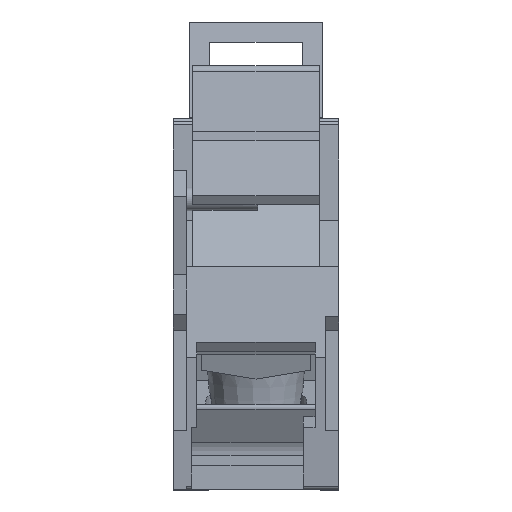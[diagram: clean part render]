
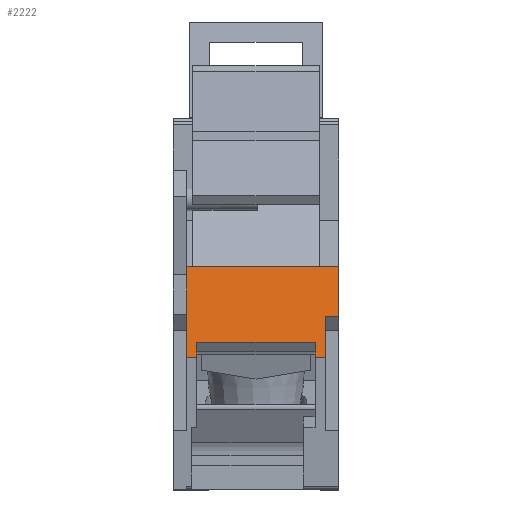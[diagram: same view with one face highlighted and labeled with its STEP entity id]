
A CAD part, top view. The second image highlights one B-rep face of the part: STEP entity #2222.
In plain terms, the highlighted planar face has unit normal (0, 0.155, 0.988).
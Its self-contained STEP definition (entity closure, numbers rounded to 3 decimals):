
#2222 = ADVANCED_FACE( '', ( #6013 ), #6014, .T. );
#2226 = EDGE_CURVE( '', #6020, #5675, #6021, .T. );
#2748 = EDGE_CURVE( '', #6706, #5675, #6845, .T. );
#2832 = EDGE_CURVE( '', #6706, #6733, #6959, .T. );
#3040 = EDGE_CURVE( '', #6733, #7264, #7265, .T. );
#3404 = EDGE_CURVE( '', #7766, #7342, #7767, .T. );
#3484 = EDGE_CURVE( '', #7342, #7874, #7875, .T. );
#4076 = EDGE_CURVE( '', #8604, #8030, #8605, .T. );
#4200 = EDGE_CURVE( '', #7264, #7766, #8753, .T. );
#4236 = EDGE_CURVE( '', #8604, #6263, #8795, .T. );
#4510 = EDGE_CURVE( '', #6263, #6020, #9111, .T. );
#4566 = EDGE_CURVE( '', #7874, #8030, #9175, .T. );
#5675 = VERTEX_POINT( '', #10590 );
#6013 = FACE_OUTER_BOUND( '', #11074, .T. );
#6014 = PLANE( '', #11075 );
#6020 = VERTEX_POINT( '', #11084 );
#6021 = LINE( '', #11085, #11086 );
#6263 = VERTEX_POINT( '', #11433 );
#6706 = VERTEX_POINT( '', #12082 );
#6733 = VERTEX_POINT( '', #12118 );
#6845 = LINE( '', #12275, #12276 );
#6959 = LINE( '', #12454, #12455 );
#7264 = VERTEX_POINT( '', #12912 );
#7265 = LINE( '', #12913, #12914 );
#7342 = VERTEX_POINT( '', #13026 );
#7766 = VERTEX_POINT( '', #13664 );
#7767 = LINE( '', #13665, #13666 );
#7874 = VERTEX_POINT( '', #13833 );
#7875 = LINE( '', #13834, #13835 );
#8030 = VERTEX_POINT( '', #14082 );
#8604 = VERTEX_POINT( '', #14988 );
#8605 = LINE( '', #14989, #14990 );
#8753 = LINE( '', #15223, #15224 );
#8795 = LINE( '', #15290, #15291 );
#9111 = LINE( '', #15820, #15821 );
#9175 = LINE( '', #15926, #15927 );
#10590 = CARTESIAN_POINT( '', ( 4.9, -8.629, 15.161 ) );
#11074 = EDGE_LOOP( '', ( #17796, #17797, #17798, #17799, #17800, #17801, #17802, #17803, #17804, #17805, #17806 ) );
#11075 = AXIS2_PLACEMENT_3D( '', #17807, #17808, #17809 );
#11084 = CARTESIAN_POINT( '', ( 4.9, -11.6, 15.626 ) );
#11085 = CARTESIAN_POINT( '', ( 4.9, -13.986, 16. ) );
#11086 = VECTOR( '', #17811, 1000. );
#11433 = CARTESIAN_POINT( '', ( 4.1, -11.6, 15.626 ) );
#12082 = CARTESIAN_POINT( '', ( -4.1, -8.629, 15.161 ) );
#12118 = CARTESIAN_POINT( '', ( -4.1, -11.6, 15.626 ) );
#12275 = CARTESIAN_POINT( '', ( -4.9, -8.629, 15.161 ) );
#12276 = VECTOR( '', #18736, 1000. );
#12454 = CARTESIAN_POINT( '', ( -4.1, -12.758, 15.808 ) );
#12455 = VECTOR( '', #18860, 1000. );
#12912 = CARTESIAN_POINT( '', ( -4.1, -13.986, 16. ) );
#12913 = CARTESIAN_POINT( '', ( -4.1, -12.758, 15.808 ) );
#12914 = VECTOR( '', #19174, 1000. );
#13026 = CARTESIAN_POINT( '', ( -3.5, -13.103, 15.862 ) );
#13664 = CARTESIAN_POINT( '', ( -3.5, -13.986, 16. ) );
#13665 = CARTESIAN_POINT( '', ( -3.5, -14.618, 16.099 ) );
#13666 = VECTOR( '', #19836, 1000. );
#13833 = CARTESIAN_POINT( '', ( 3.5, -13.103, 15.862 ) );
#13834 = CARTESIAN_POINT( '', ( 4.2, -13.103, 15.862 ) );
#13835 = VECTOR( '', #19937, 1000. );
#14082 = CARTESIAN_POINT( '', ( 3.5, -13.986, 16. ) );
#14988 = CARTESIAN_POINT( '', ( 4.1, -13.986, 16. ) );
#14989 = CARTESIAN_POINT( '', ( 4.9, -13.986, 16. ) );
#14990 = VECTOR( '', #20866, 1000. );
#15223 = CARTESIAN_POINT( '', ( -4.9, -13.986, 16. ) );
#15224 = VECTOR( '', #21094, 1000. );
#15290 = CARTESIAN_POINT( '', ( 4.1, -11.725, 15.646 ) );
#15291 = VECTOR( '', #21147, 1000. );
#15820 = CARTESIAN_POINT( '', ( 4.5, -11.6, 15.626 ) );
#15821 = VECTOR( '', #21509, 1000. );
#15926 = CARTESIAN_POINT( '', ( 3.5, -11.939, 15.68 ) );
#15927 = VECTOR( '', #21592, 1000. );
#17796 = ORIENTED_EDGE( '', *, *, #2748, .F. );
#17797 = ORIENTED_EDGE( '', *, *, #2832, .T. );
#17798 = ORIENTED_EDGE( '', *, *, #3040, .T. );
#17799 = ORIENTED_EDGE( '', *, *, #4200, .T. );
#17800 = ORIENTED_EDGE( '', *, *, #3404, .T. );
#17801 = ORIENTED_EDGE( '', *, *, #3484, .T. );
#17802 = ORIENTED_EDGE( '', *, *, #4566, .T. );
#17803 = ORIENTED_EDGE( '', *, *, #4076, .F. );
#17804 = ORIENTED_EDGE( '', *, *, #4236, .T. );
#17805 = ORIENTED_EDGE( '', *, *, #4510, .T. );
#17806 = ORIENTED_EDGE( '', *, *, #2226, .T. );
#17807 = CARTESIAN_POINT( '', ( 4.9, -8.629, 15.161 ) );
#17808 = DIRECTION( '', ( 0., 0.155, 0.988 ) );
#17809 = DIRECTION( '', ( 1., 0., 0. ) );
#17811 = DIRECTION( '', ( 0., 0.988, -0.155 ) );
#18736 = DIRECTION( '', ( 1., 0., 0. ) );
#18860 = DIRECTION( '', ( 0., -0.988, 0.155 ) );
#19174 = DIRECTION( '', ( 0., -0.988, 0.155 ) );
#19836 = DIRECTION( '', ( 0., 0.988, -0.155 ) );
#19937 = DIRECTION( '', ( 1., 0., 0. ) );
#20866 = DIRECTION( '', ( -1., 0., 0. ) );
#21094 = DIRECTION( '', ( 1., 0., 0. ) );
#21147 = DIRECTION( '', ( 0., 0.988, -0.155 ) );
#21509 = DIRECTION( '', ( 1., 0., 0. ) );
#21592 = DIRECTION( '', ( 0., -0.988, 0.155 ) );
